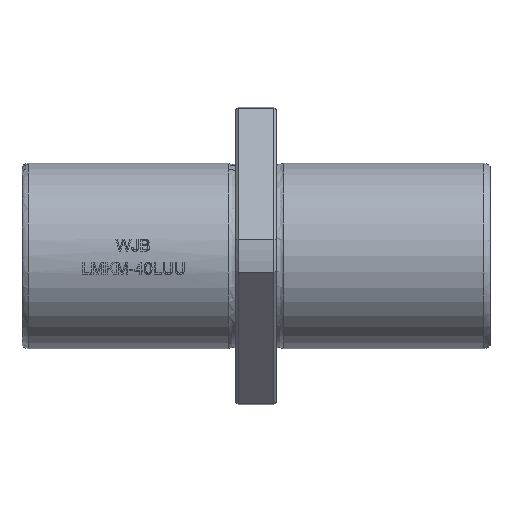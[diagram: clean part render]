
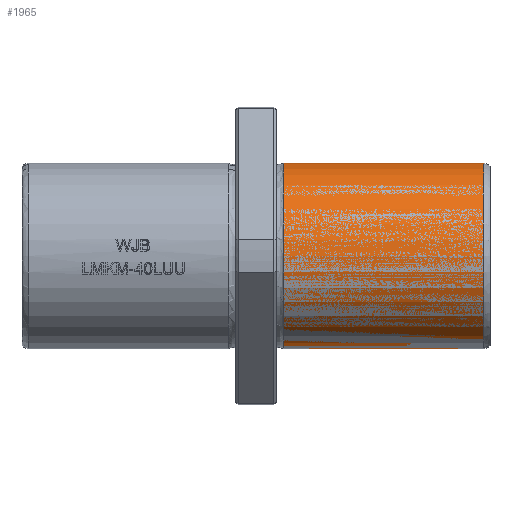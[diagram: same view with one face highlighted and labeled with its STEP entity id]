
A CAD part, top view. The second image highlights one B-rep face of the part: STEP entity #1965.
In plain terms, the highlighted cylindrical face has radius 30 mm (diameter 60 mm), a full revolution.
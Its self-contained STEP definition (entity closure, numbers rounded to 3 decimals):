
#600=FACE_BOUND('',#2874,.T.);
#601=FACE_BOUND('',#2875,.T.);
#1912=CYLINDRICAL_SURFACE('',#8181,30.);
#1965=ADVANCED_FACE('',(#600,#601),#1912,.T.);
#2874=EDGE_LOOP('',(#4273));
#2875=EDGE_LOOP('',(#4274));
#4273=ORIENTED_EDGE('',*,*,#7257,.T.);
#4274=ORIENTED_EDGE('',*,*,#7269,.F.);
#6474=VERTEX_POINT('',#12181);
#6485=VERTEX_POINT('',#12288);
#7257=EDGE_CURVE('',#6474,#6474,#8054,.T.);
#7269=EDGE_CURVE('',#6485,#6485,#8056,.T.);
#8054=CIRCLE('',#8172,30.);
#8056=CIRCLE('',#8180,30.);
#8172=AXIS2_PLACEMENT_3D('',#12180,#8912,#8913);
#8180=AXIS2_PLACEMENT_3D('',#12287,#8928,#8929);
#8181=AXIS2_PLACEMENT_3D('',#12289,#8930,#8931);
#8912=DIRECTION('',(-1.,0.,0.));
#8913=DIRECTION('',(0.,0.,1.));
#8928=DIRECTION('',(-1.,0.,0.));
#8929=DIRECTION('',(0.,0.,1.));
#8930=DIRECTION('',(1.,0.,0.));
#8931=DIRECTION('',(0.,0.,-1.));
#12180=CARTESIAN_POINT('',(80.016,0.,0.));
#12181=CARTESIAN_POINT('',(80.016,0.,30.));
#12287=CARTESIAN_POINT('',(15.4,0.,0.));
#12288=CARTESIAN_POINT('',(15.4,0.,30.));
#12289=CARTESIAN_POINT('',(15.4,0.,0.));
